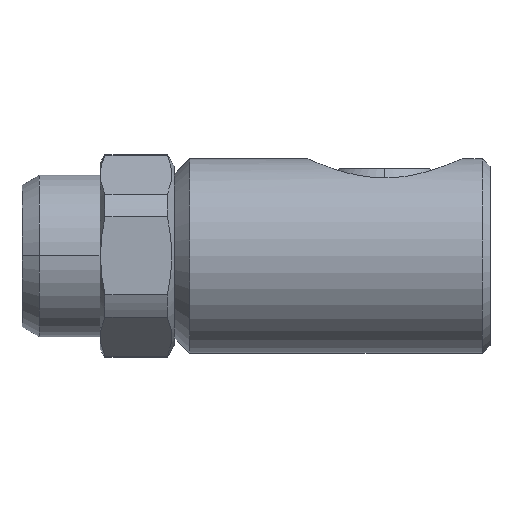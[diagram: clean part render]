
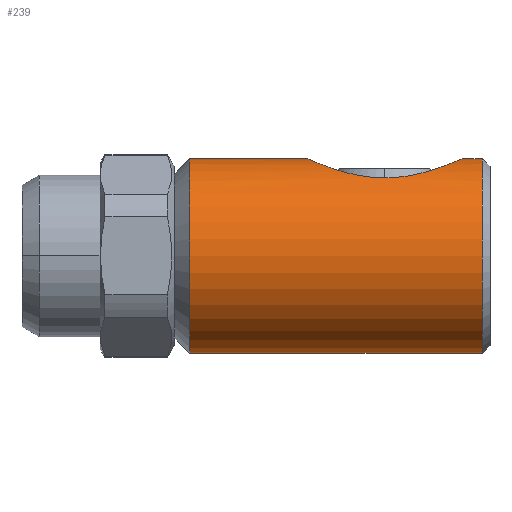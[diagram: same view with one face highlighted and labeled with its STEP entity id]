
A CAD part, top view. The second image highlights one B-rep face of the part: STEP entity #239.
In plain terms, the highlighted cylindrical face has radius 12.5 mm (diameter 25 mm), a partial arc.
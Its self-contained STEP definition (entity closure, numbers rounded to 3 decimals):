
#179 = EDGE_CURVE ( 'NONE', #343, #349, #2140, .T. ) ;
#180 = EDGE_CURVE ( 'NONE', #326, #319, #388, .T. ) ;
#181 = EDGE_CURVE ( 'NONE', #326, #328, #560, .T. ) ;
#189 = EDGE_CURVE ( 'NONE', #319, #315, #546, .T. ) ;
#190 = EDGE_CURVE ( 'NONE', #311, #343, #2136, .T. ) ;
#192 = EDGE_CURVE ( 'NONE', #349, #315, #393, .T. ) ;
#194 = EDGE_CURVE ( 'NONE', #328, #311, #394, .T. ) ;
#239 = ADVANCED_FACE ( 'NONE', ( #438 ), #439, .T. ) ;
#311 = VERTEX_POINT ( 'NONE', #1043 ) ;
#315 = VERTEX_POINT ( 'NONE', #1039 ) ;
#319 = VERTEX_POINT ( 'NONE', #1035 ) ;
#326 = VERTEX_POINT ( 'NONE', #1028 ) ;
#328 = VERTEX_POINT ( 'NONE', #1026 ) ;
#343 = VERTEX_POINT ( 'NONE', #1011 ) ;
#349 = VERTEX_POINT ( 'NONE', #1005 ) ;
#388 = LINE ( 'NONE', #1348, #558 ) ;
#393 = LINE ( 'NONE', #1245, #837 ) ;
#394 = LINE ( 'NONE', #1237, #762 ) ;
#438 = FACE_OUTER_BOUND ( 'NONE', #1544, .T. ) ;
#439 = CYLINDRICAL_SURFACE ( 'NONE', #829, 12.5 ) ;
#543 = AXIS2_PLACEMENT_3D ( 'NONE', #1183, #1179, #1175 ) ;
#546 = CIRCLE ( 'NONE', #543, 12.5 ) ;
#557 = AXIS2_PLACEMENT_3D ( 'NONE', #1345, #1343, #1342 ) ;
#558 = VECTOR ( 'NONE', #1346, 1000. ) ;
#560 = CIRCLE ( 'NONE', #557, 12.5 ) ;
#762 = VECTOR ( 'NONE', #1236, 1000. ) ;
#829 = AXIS2_PLACEMENT_3D ( 'NONE', #1110, #1109, #1108 ) ;
#837 = VECTOR ( 'NONE', #1244, 1000. ) ;
#1005 = CARTESIAN_POINT ( 'NONE',  ( -23.5, 12.5, 0. ) ) ;
#1011 = CARTESIAN_POINT ( 'NONE',  ( -13.5, 10., 7.5 ) ) ;
#1026 = CARTESIAN_POINT ( 'NONE',  ( -1., 12.5, 0. ) ) ;
#1028 = CARTESIAN_POINT ( 'NONE',  ( -1., -12.5, 0. ) ) ;
#1035 = CARTESIAN_POINT ( 'NONE',  ( -38.5, -12.5, 0. ) ) ;
#1039 = CARTESIAN_POINT ( 'NONE',  ( -38.5, 12.5, 0. ) ) ;
#1043 = CARTESIAN_POINT ( 'NONE',  ( -3.5, 12.5, 0. ) ) ;
#1108 = DIRECTION ( 'NONE',  ( 0., -1., 0. ) ) ;
#1109 = DIRECTION ( 'NONE',  ( -1., 0., 0. ) ) ;
#1110 = CARTESIAN_POINT ( 'NONE',  ( -42.413, 0., 0. ) ) ;
#1150 = CARTESIAN_POINT ( 'NONE',  ( -3.615, 12.449, 1.164 ) ) ;
#1160 = CARTESIAN_POINT ( 'NONE',  ( -3.523, 12.49, 0.586 ) ) ;
#1161 = CARTESIAN_POINT ( 'NONE',  ( -3.5, 12.5, 0.295 ) ) ;
#1166 = CARTESIAN_POINT ( 'NONE',  ( -3.5, 12.5, 0. ) ) ;
#1175 = DIRECTION ( 'NONE',  ( 0., -1., 0. ) ) ;
#1179 = DIRECTION ( 'NONE',  ( -1., 0., 0. ) ) ;
#1183 = CARTESIAN_POINT ( 'NONE',  ( -38.5, 0., 0. ) ) ;
#1236 = DIRECTION ( 'NONE',  ( -1., 0., 0. ) ) ;
#1237 = CARTESIAN_POINT ( 'NONE',  ( -42.413, 12.5, 0. ) ) ;
#1244 = DIRECTION ( 'NONE',  ( -1., 0., 0. ) ) ;
#1245 = CARTESIAN_POINT ( 'NONE',  ( -42.413, 12.5, 0. ) ) ;
#1251 = CARTESIAN_POINT ( 'NONE',  ( -13.5, 10., 7.5 ) ) ;
#1252 = CARTESIAN_POINT ( 'NONE',  ( -12.916, 10., 7.5 ) ) ;
#1253 = CARTESIAN_POINT ( 'NONE',  ( -12.324, 10.03, 7.46 ) ) ;
#1254 = CARTESIAN_POINT ( 'NONE',  ( -11.169, 10.145, 7.304 ) ) ;
#1255 = CARTESIAN_POINT ( 'NONE',  ( -10.604, 10.228, 7.188 ) ) ;
#1256 = CARTESIAN_POINT ( 'NONE',  ( -9.775, 10.386, 6.956 ) ) ;
#1258 = CARTESIAN_POINT ( 'NONE',  ( -9.501, 10.444, 6.87 ) ) ;
#1259 = CARTESIAN_POINT ( 'NONE',  ( -8.96, 10.569, 6.676 ) ) ;
#1260 = CARTESIAN_POINT ( 'NONE',  ( -8.692, 10.636, 6.569 ) ) ;
#1262 = CARTESIAN_POINT ( 'NONE',  ( -7.912, 10.845, 6.222 ) ) ;
#1264 = CARTESIAN_POINT ( 'NONE',  ( -7.416, 10.996, 5.955 ) ) ;
#1266 = CARTESIAN_POINT ( 'NONE',  ( -6.71, 11.23, 5.493 ) ) ;
#1267 = CARTESIAN_POINT ( 'NONE',  ( -6.481, 11.309, 5.329 ) ) ;
#1269 = CARTESIAN_POINT ( 'NONE',  ( -6.036, 11.468, 4.978 ) ) ;
#1270 = CARTESIAN_POINT ( 'NONE',  ( -5.821, 11.547, 4.791 ) ) ;
#1272 = CARTESIAN_POINT ( 'NONE',  ( -5.208, 11.78, 4.203 ) ) ;
#1275 = CARTESIAN_POINT ( 'NONE',  ( -4.842, 11.928, 3.772 ) ) ;
#1276 = CARTESIAN_POINT ( 'NONE',  ( -4.368, 12.124, 3.052 ) ) ;
#1277 = CARTESIAN_POINT ( 'NONE',  ( -4.223, 12.185, 2.799 ) ) ;
#1278 = CARTESIAN_POINT ( 'NONE',  ( -3.971, 12.293, 2.279 ) ) ;
#1279 = CARTESIAN_POINT ( 'NONE',  ( -3.863, 12.341, 2.01 ) ) ;
#1280 = CARTESIAN_POINT ( 'NONE',  ( -3.684, 12.419, 1.452 ) ) ;
#1342 = DIRECTION ( 'NONE',  ( 0., -1., 0. ) ) ;
#1343 = DIRECTION ( 'NONE',  ( -1., 0., 0. ) ) ;
#1345 = CARTESIAN_POINT ( 'NONE',  ( -1., 0., 0. ) ) ;
#1346 = DIRECTION ( 'NONE',  ( -1., 0., 0. ) ) ;
#1348 = CARTESIAN_POINT ( 'NONE',  ( -42.413, -12.5, 0. ) ) ;
#1349 = CARTESIAN_POINT ( 'NONE',  ( -23.5, 12.5, 0. ) ) ;
#1350 = CARTESIAN_POINT ( 'NONE',  ( -23.5, 12.5, 0.293 ) ) ;
#1352 = CARTESIAN_POINT ( 'NONE',  ( -23.476, 12.489, 0.591 ) ) ;
#1353 = CARTESIAN_POINT ( 'NONE',  ( -23.383, 12.448, 1.172 ) ) ;
#1354 = CARTESIAN_POINT ( 'NONE',  ( -23.315, 12.418, 1.456 ) ) ;
#1355 = CARTESIAN_POINT ( 'NONE',  ( -23.138, 12.341, 2.01 ) ) ;
#1356 = CARTESIAN_POINT ( 'NONE',  ( -23.027, 12.293, 2.282 ) ) ;
#1358 = CARTESIAN_POINT ( 'NONE',  ( -22.774, 12.184, 2.804 ) ) ;
#1359 = CARTESIAN_POINT ( 'NONE',  ( -22.631, 12.124, 3.053 ) ) ;
#1360 = CARTESIAN_POINT ( 'NONE',  ( -22.317, 11.994, 3.53 ) ) ;
#1364 = CARTESIAN_POINT ( 'NONE',  ( -22.146, 11.924, 3.758 ) ) ;
#1365 = CARTESIAN_POINT ( 'NONE',  ( -21.778, 11.777, 4.196 ) ) ;
#1366 = CARTESIAN_POINT ( 'NONE',  ( -21.582, 11.7, 4.404 ) ) ;
#1368 = CARTESIAN_POINT ( 'NONE',  ( -20.97, 11.468, 4.992 ) ) ;
#1369 = CARTESIAN_POINT ( 'NONE',  ( -20.528, 11.308, 5.338 ) ) ;
#1370 = CARTESIAN_POINT ( 'NONE',  ( -19.582, 10.995, 5.956 ) ) ;
#1372 = CARTESIAN_POINT ( 'NONE',  ( -19.077, 10.842, 6.228 ) ) ;
#1374 = CARTESIAN_POINT ( 'NONE',  ( -18.039, 10.564, 6.688 ) ) ;
#1375 = CARTESIAN_POINT ( 'NONE',  ( -17.502, 10.438, 6.879 ) ) ;
#1376 = CARTESIAN_POINT ( 'NONE',  ( -16.392, 10.228, 7.189 ) ) ;
#1377 = CARTESIAN_POINT ( 'NONE',  ( -15.816, 10.143, 7.306 ) ) ;
#1379 = CARTESIAN_POINT ( 'NONE',  ( -14.664, 10.029, 7.461 ) ) ;
#1380 = CARTESIAN_POINT ( 'NONE',  ( -14.084, 10., 7.5 ) ) ;
#1382 = CARTESIAN_POINT ( 'NONE',  ( -13.5, 10., 7.5 ) ) ;
#1544 = EDGE_LOOP ( 'NONE', ( #2103, #2097, #2095, #2076, #2066, #2065, #2093 ) ) ;
#2065 = ORIENTED_EDGE ( 'NONE', *, *, #189, .F. ) ;
#2066 = ORIENTED_EDGE ( 'NONE', *, *, #192, .T. ) ;
#2076 = ORIENTED_EDGE ( 'NONE', *, *, #179, .T. ) ;
#2093 = ORIENTED_EDGE ( 'NONE', *, *, #180, .F. ) ;
#2095 = ORIENTED_EDGE ( 'NONE', *, *, #190, .T. ) ;
#2097 = ORIENTED_EDGE ( 'NONE', *, *, #194, .T. ) ;
#2103 = ORIENTED_EDGE ( 'NONE', *, *, #181, .T. ) ;
#2136 = B_SPLINE_CURVE_WITH_KNOTS ( 'NONE', 3,
 ( #1166, #1161, #1160, #1150, #1280, #1279, #1278, #1277, #1276, #1275, #1272, #1270, #1269, #1267, #1266, #1264, #1262, #1260, #1259, #1258, #1256, #1255, #1254, #1253, #1252, #1251 ),
 .UNSPECIFIED., .F., .F.,
 ( 4, 2, 2, 2, 2, 2, 2, 2, 2, 2, 2, 2, 4 ),
 ( 0.022, 0.023, 0.023, 0.024, 0.025, 0.027, 0.028, 0.029, 0.03, 0.031, 0.032, 0.034, 0.036 ),
 .UNSPECIFIED. ) ;
#2140 = B_SPLINE_CURVE_WITH_KNOTS ( 'NONE', 3,
 ( #1382, #1380, #1379, #1377, #1376, #1375, #1374, #1372, #1370, #1369, #1368, #1366, #1365, #1364, #1360, #1359, #1358, #1356, #1355, #1354, #1353, #1352, #1350, #1349 ),
 .UNSPECIFIED., .F., .F.,
 ( 4, 2, 2, 2, 2, 2, 2, 2, 2, 2, 2, 4 ),
 ( 0.036, 0.037, 0.039, 0.041, 0.043, 0.044, 0.045, 0.046, 0.047, 0.048, 0.049, 0.05 ),
 .UNSPECIFIED. ) ;
